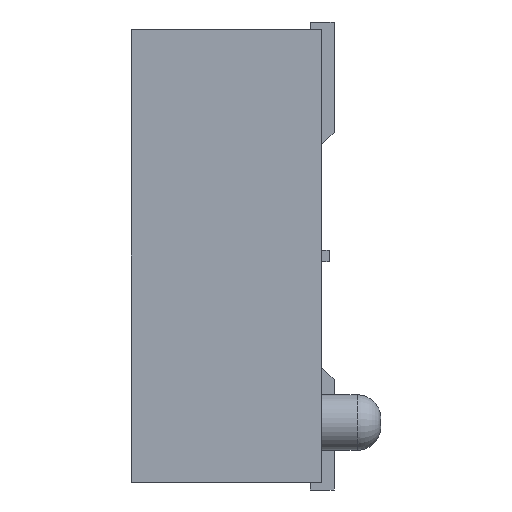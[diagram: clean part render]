
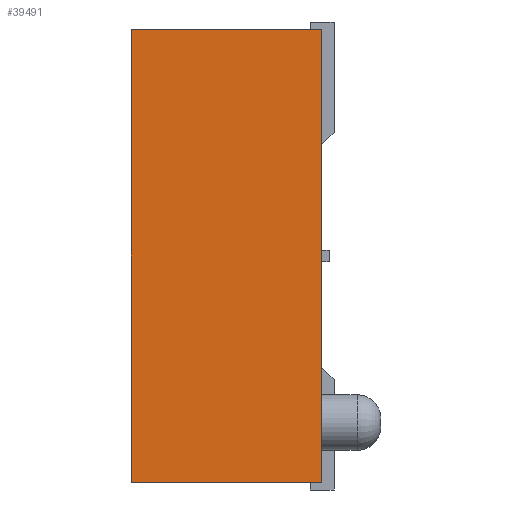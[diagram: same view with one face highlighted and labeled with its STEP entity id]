
A CAD part, left-side view. The second image highlights one B-rep face of the part: STEP entity #39491.
In plain terms, the highlighted planar face has unit normal (-1, 0, 0).
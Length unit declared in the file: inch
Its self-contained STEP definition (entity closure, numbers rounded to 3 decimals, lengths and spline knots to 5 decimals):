
#1592=PLANE('',#62190);
#2956=VECTOR('',#41830,1.);
#4973=VECTOR('',#44100,1.);
#4980=VECTOR('',#44109,1.);
#4982=VECTOR('',#44112,1.);
#7854=LINE('',#51077,#2956);
#9871=LINE('',#55042,#4973);
#9878=LINE('',#55054,#4980);
#9880=LINE('',#55058,#4982);
#13430=VERTEX_POINT('',#51076);
#13431=VERTEX_POINT('',#51078);
#15168=VERTEX_POINT('',#55041);
#15172=VERTEX_POINT('',#55055);
#18317=EDGE_CURVE('',#13431,#13430,#7854,.T.);
#20363=EDGE_CURVE('',#15168,#13430,#9871,.T.);
#20370=EDGE_CURVE('',#15172,#13431,#9878,.T.);
#20372=EDGE_CURVE('',#15172,#15168,#9880,.T.);
#26559=ORIENTED_EDGE('',*,*,#18317,.T.);
#26560=ORIENTED_EDGE('',*,*,#20363,.F.);
#26561=ORIENTED_EDGE('',*,*,#20372,.F.);
#26562=ORIENTED_EDGE('',*,*,#20370,.T.);
#35817=EDGE_LOOP('',(#26559,#26560,#26561,#26562));
#37675=FACE_BOUND('',#35817,.T.);
#39491=ADVANCED_FACE('',(#37675),#1592,.F.);
#41830=DIRECTION('',(0.,0.,1.));
#44100=DIRECTION('',(0.,-1.,0.));
#44109=DIRECTION('',(0.,-1.,0.));
#44111=DIRECTION('',(1.,0.,0.));
#44112=DIRECTION('',(0.,0.,1.));
#51076=CARTESIAN_POINT('',(-0.42025,0.,0.1425));
#51077=CARTESIAN_POINT('',(-0.42025,0.,-0.1425));
#51078=CARTESIAN_POINT('',(-0.42025,0.,-0.1425));
#55041=CARTESIAN_POINT('',(-0.42025,0.12,0.1425));
#55042=CARTESIAN_POINT('',(-0.42025,0.12,0.1425));
#55054=CARTESIAN_POINT('',(-0.42025,0.12,-0.1425));
#55055=CARTESIAN_POINT('',(-0.42025,0.12,-0.1425));
#55057=CARTESIAN_POINT('',(-0.42025,0.12,-0.1425));
#55058=CARTESIAN_POINT('',(-0.42025,0.12,-0.1425));
#62190=AXIS2_PLACEMENT_3D('',#55057,#44111,$);
